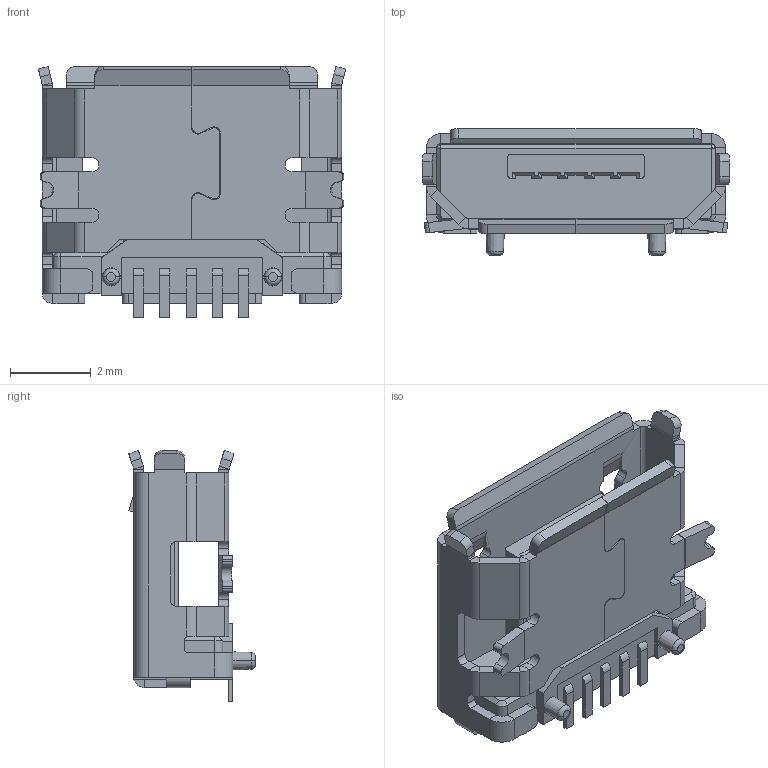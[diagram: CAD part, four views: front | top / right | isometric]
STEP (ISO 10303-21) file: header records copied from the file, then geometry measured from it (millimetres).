
FILE_DESCRIPTION (( 'STEP AP214' ), '1' );
FILE_NAME ('MICROQTJ.STEP', '2022-12-16T14:31:08', ( '' ), ( '' ), 'SwSTEP 2.0', 'SolidWorks 2017', '' );
FILE_SCHEMA (( 'AUTOMOTIVE_DESIGN' ));
Length unit declared in the file: millimetre
Products named in the file (2): MICROQTJ
Assembly tree (1 placements, depth 2):
  MICROQTJ
    MICROQTJ
Bounding box: 7.6 x 3.12 x 6.2 mm (x, y, z)
Volume: 42.3 mm3; surface area: 277.7 mm2
Topology: 7 solids, 7 shells, 459 faces, 1136 edges, 688 vertices
Faces by surface type: plane 312, cylinder 135, cone 8, torus 4
Entity records: 13470 total; most frequent: CARTESIAN_POINT 2363, DIRECTION 2320, ORIENTED_EDGE 2268, EDGE_CURVE 1134, LINE 834, VECTOR 834, AXIS2_PLACEMENT_3D 743, VERTEX_POINT 688
